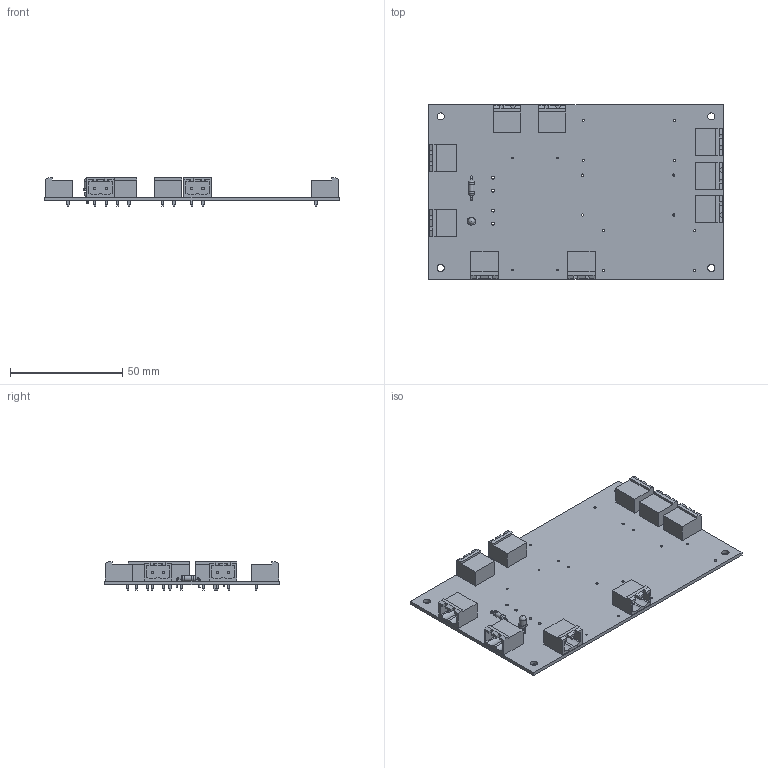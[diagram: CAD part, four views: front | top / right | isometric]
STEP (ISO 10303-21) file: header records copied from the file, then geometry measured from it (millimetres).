
FILE_DESCRIPTION(('KiCad electronic assembly'),'2;1');
FILE_NAME('carte alim V1.0.23.step','2023-03-27T21:42:39',('Pcbnew'),( 'Kicad'),'Open CASCADE STEP processor 7.6','KiCad to STEP converter' ,'Unknown');
FILE_SCHEMA(('AUTOMOTIVE_DESIGN { 1 0 10303 214 1 1 1 1 }'));
Length unit declared in the file: millimetre
Products named in the file (8): carte alim V1.0.23 1; LED_D3.0mm; SOLID; R_Axial_DIN0207_L6.3mm_D2.5mm_P10.16mm_Horizontal; PhoenixContact_MSTBA_2,5_2-G-5,08_1x02_P5.08mm_Horizontal; PCB
Assembly tree (15 placements, depth 3):
  carte alim V1.0.23 1
    LED_D3.0mm
      SOLID
    R_Axial_DIN0207_L6.3mm_D2.5mm_P10.16mm_Horizontal
      SOLID
    PhoenixContact_MSTBA_2,5_2-G-5,08_1x02_P5.08mm_Horizontal  x9
      SOLID
    PCB
Bounding box: 131.32 x 77.92 x 12.6 mm (x, y, z)
Volume: 21956.4 mm3; surface area: 30743.5 mm2
Topology: 12 solids, 12 shells, 652 faces, 1573 edges, 986 vertices
Faces by surface type: plane 574, cylinder 73, torus 4, sphere 1
Full cylindrical faces by diameter (mm): 0.6 x4, 0.762 x4, 0.8 x2, 0.9 x2, 1 x12, 1.3 x4, 1.4 x18, 2.25 x1, 2.5 x2, 3 x1, 3.2 x4
Entity records: 10544 total; most frequent: CARTESIAN_POINT 2133, DIRECTION 1446, LINE 863, VECTOR 863, ORIENTED_EDGE 732, PCURVE 732, DEFINITIONAL_REPRESENTATION 732, EDGE_CURVE 366
